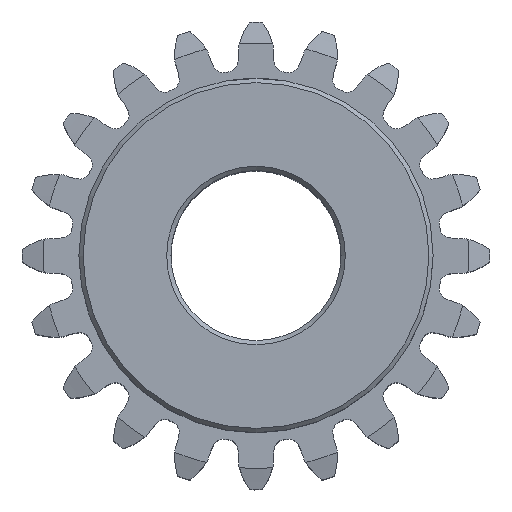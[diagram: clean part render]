
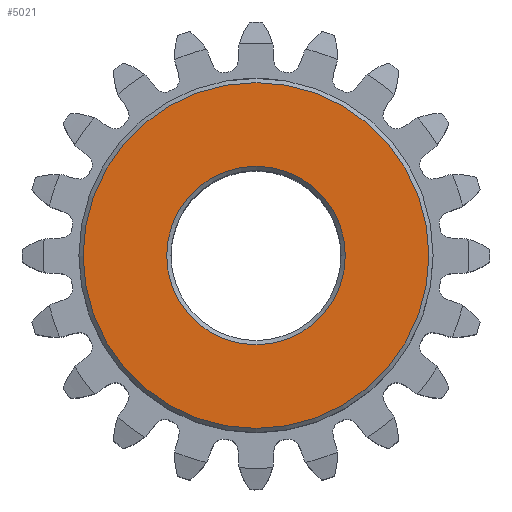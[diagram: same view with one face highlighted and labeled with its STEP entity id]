
A CAD part, top view. The second image highlights one B-rep face of the part: STEP entity #5021.
In plain terms, the highlighted planar face has unit normal (0, 0, 1).
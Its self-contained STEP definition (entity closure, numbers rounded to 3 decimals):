
#677=CIRCLE('',#5550,12.2);
#678=CIRCLE('',#5551,6.3);
#1211=ORIENTED_EDGE('',*,*,#2765,.F.);
#1212=ORIENTED_EDGE('',*,*,#2766,.T.);
#2765=EDGE_CURVE('',#3539,#3539,#677,.T.);
#2766=EDGE_CURVE('',#3540,#3540,#678,.T.);
#3539=VERTEX_POINT('',#8497);
#3540=VERTEX_POINT('',#8499);
#4364=EDGE_LOOP('',(#1211));
#4365=EDGE_LOOP('',(#1212));
#4689=FACE_BOUND('',#4364,.T.);
#4690=FACE_BOUND('',#4365,.T.);
#4979=PLANE('',#5549);
#5021=ADVANCED_FACE('',(#4689,#4690),#4979,.F.);
#5549=AXIS2_PLACEMENT_3D('',#8495,#6497,#6498);
#5550=AXIS2_PLACEMENT_3D('',#8496,#6499,#6500);
#5551=AXIS2_PLACEMENT_3D('',#8498,#6501,#6502);
#6497=DIRECTION('',(0.,0.,-1.));
#6498=DIRECTION('',(-1.,0.,0.));
#6499=DIRECTION('',(0.,0.,-1.));
#6500=DIRECTION('',(-1.,0.,0.));
#6501=DIRECTION('',(0.,0.,-1.));
#6502=DIRECTION('',(-1.,0.,0.));
#8495=CARTESIAN_POINT('',(0.,0.,27.));
#8496=CARTESIAN_POINT('',(0.,0.,27.));
#8497=CARTESIAN_POINT('',(-12.2,0.,27.));
#8498=CARTESIAN_POINT('',(0.,0.,27.));
#8499=CARTESIAN_POINT('',(-6.3,0.,27.));
